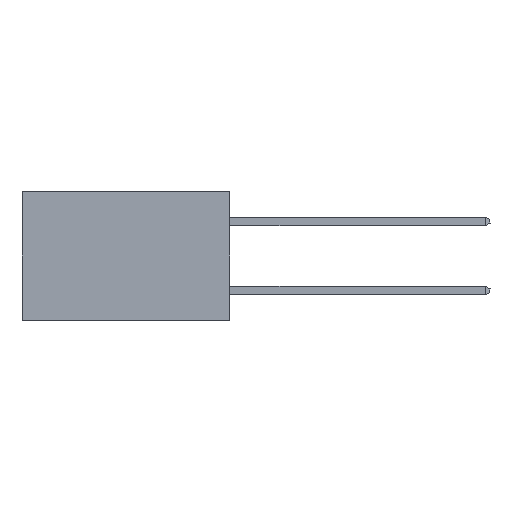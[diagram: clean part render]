
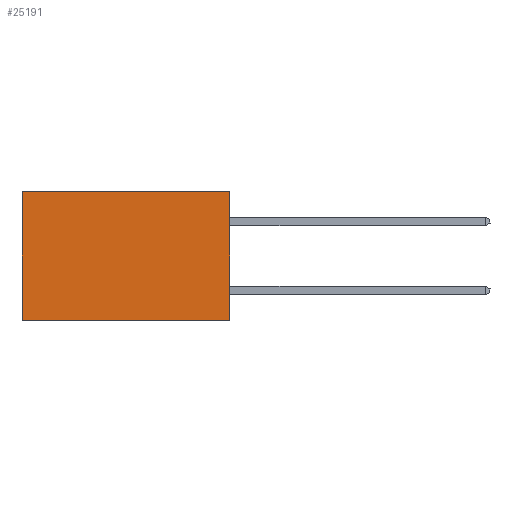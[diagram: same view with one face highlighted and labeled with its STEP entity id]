
A CAD part, left-side view. The second image highlights one B-rep face of the part: STEP entity #25191.
In plain terms, the highlighted planar face has unit normal (-1, 0, 0).
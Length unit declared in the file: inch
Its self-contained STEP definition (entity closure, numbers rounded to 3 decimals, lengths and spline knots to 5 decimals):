
#1020 = ORIENTED_EDGE ( 'NONE', *, *, #17573, .F. ) ;
#1797 = ORIENTED_EDGE ( 'NONE', *, *, #2124, .T. ) ;
#2124 = EDGE_CURVE ( 'NONE', #12466, #15385, #13128, .T. ) ;
#2211 = VECTOR ( 'NONE', #25912, 39.37008 ) ;
#3511 = VECTOR ( 'NONE', #18807, 39.37008 ) ;
#5574 = LINE ( 'NONE', #23527, #9318 ) ;
#6351 = CARTESIAN_POINT ( 'NONE',  ( 0.298, 0., 0. ) ) ;
#7304 = VERTEX_POINT ( 'NONE', #21341 ) ;
#7943 = LINE ( 'NONE', #18896, #3511 ) ;
#8250 = CARTESIAN_POINT ( 'NONE',  ( 0.298, 0., -0.37 ) ) ;
#8400 = DIRECTION ( 'NONE',  ( 0., 0., -1. ) ) ;
#8442 = CARTESIAN_POINT ( 'NONE',  ( 0.298, 0.6, 0. ) ) ;
#9221 = AXIS2_PLACEMENT_3D ( 'NONE', #13031, #19281, #8400 ) ;
#9318 = VECTOR ( 'NONE', #26393, 39.37008 ) ;
#10685 = DIRECTION ( 'NONE',  ( 0., 0., -1. ) ) ;
#10859 = EDGE_CURVE ( 'NONE', #11840, #15385, #7943, .T. ) ;
#11840 = VERTEX_POINT ( 'NONE', #8250 ) ;
#12466 = VERTEX_POINT ( 'NONE', #24408 ) ;
#12827 = LINE ( 'NONE', #6351, #2211 ) ;
#13031 = CARTESIAN_POINT ( 'NONE',  ( 0.298, 0., 0. ) ) ;
#13128 = LINE ( 'NONE', #8442, #16184 ) ;
#15385 = VERTEX_POINT ( 'NONE', #24436 ) ;
#16184 = VECTOR ( 'NONE', #10685, 39.37008 ) ;
#16467 = EDGE_CURVE ( 'NONE', #7304, #12466, #12827, .T. ) ;
#16611 = ORIENTED_EDGE ( 'NONE', *, *, #16467, .T. ) ;
#17573 = EDGE_CURVE ( 'NONE', #7304, #11840, #5574, .T. ) ;
#18807 = DIRECTION ( 'NONE',  ( 0., 1., 0. ) ) ;
#18896 = CARTESIAN_POINT ( 'NONE',  ( 0.298, 0., -0.37 ) ) ;
#19281 = DIRECTION ( 'NONE',  ( 1., 0., 0. ) ) ;
#21341 = CARTESIAN_POINT ( 'NONE',  ( 0.298, 0., 0. ) ) ;
#21447 = ORIENTED_EDGE ( 'NONE', *, *, #10859, .F. ) ;
#21999 = EDGE_LOOP ( 'NONE', ( #1797, #21447, #1020, #16611 ) ) ;
#23527 = CARTESIAN_POINT ( 'NONE',  ( 0.298, 0., 0. ) ) ;
#23643 = PLANE ( 'NONE',  #9221 ) ;
#24408 = CARTESIAN_POINT ( 'NONE',  ( 0.298, 0.6, 0. ) ) ;
#24436 = CARTESIAN_POINT ( 'NONE',  ( 0.298, 0.6, -0.37 ) ) ;
#24763 = FACE_OUTER_BOUND ( 'NONE', #21999, .T. ) ;
#25191 = ADVANCED_FACE ( 'NONE', ( #24763 ), #23643, .F. ) ;
#25912 = DIRECTION ( 'NONE',  ( 0., 1., 0. ) ) ;
#26393 = DIRECTION ( 'NONE',  ( 0., 0., -1. ) ) ;
